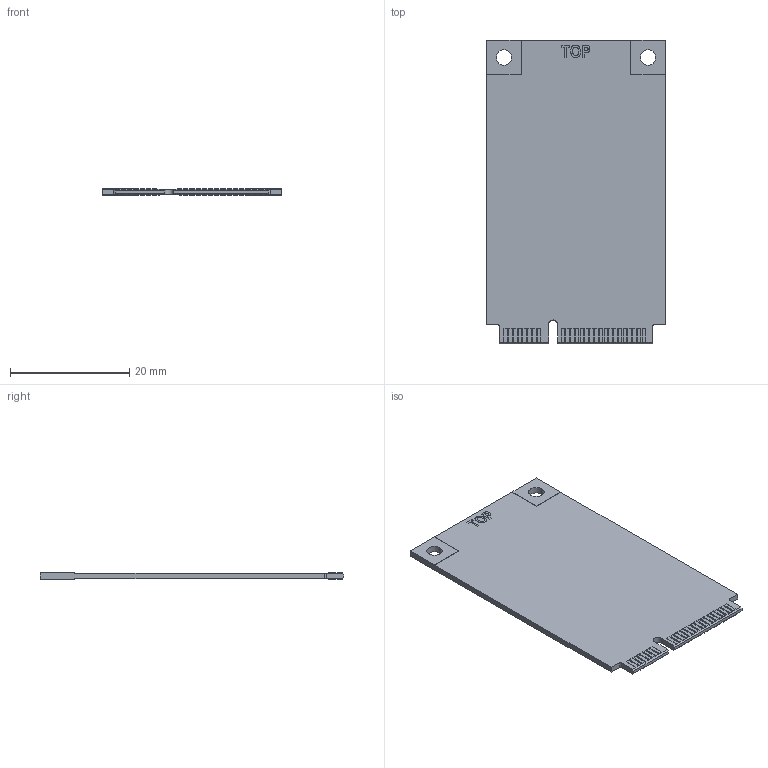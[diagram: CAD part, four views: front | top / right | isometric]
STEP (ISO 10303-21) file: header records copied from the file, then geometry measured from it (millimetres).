
FILE_DESCRIPTION (( 'STEP AP214' ), '1' );
FILE_NAME ('Mini PCI Express Card 1mm Thick, 52 Pin, 0.8mm Pitch.STEP', '2017-07-24T12:57:38', ( '' ), ( '' ), 'SwSTEP 2.0', 'SolidWorks 2017', '' );
FILE_SCHEMA (( 'AUTOMOTIVE_DESIGN' ));
Length unit declared in the file: millimetre
Products named in the file (1): Mini PCI Express Card 1mm Thick, 52 Pin, 0.8mm Pitch
Bounding box: 30 x 50.95 x 1.1 mm (x, y, z)
Volume: 1506.3 mm3; surface area: 3196.6 mm2
Topology: 1 solids, 1 shells, 332 faces, 871 edges, 546 vertices
Faces by surface type: plane 310, bspline 15, cylinder 7
Entity records: 14223 total; most frequent: CARTESIAN_POINT 2749, ORIENTED_EDGE 1742, DIRECTION 1491, EDGE_CURVE 871, VECTOR 827, LINE 827, VERTEX_POINT 546, EDGE_LOOP 341
